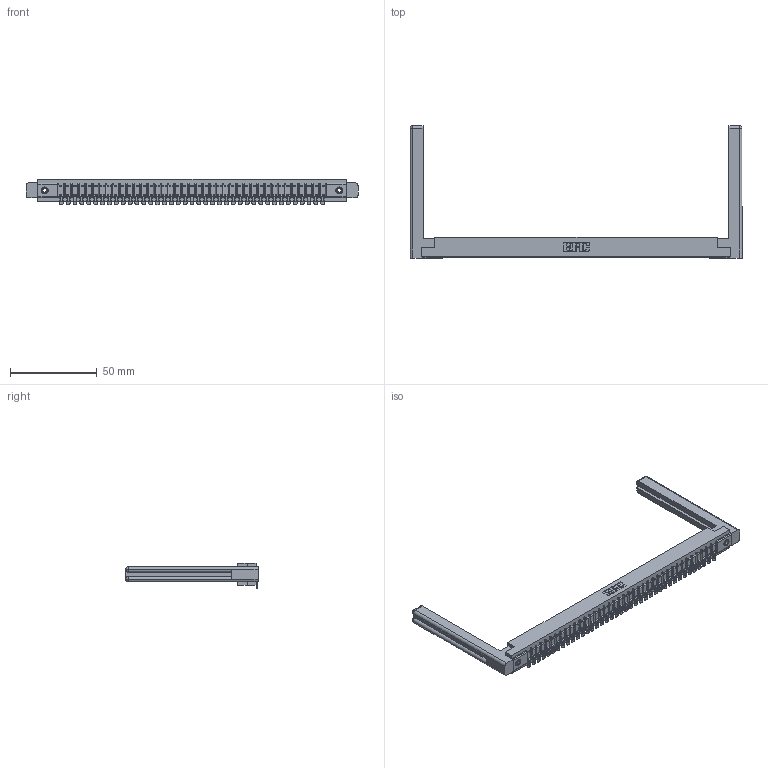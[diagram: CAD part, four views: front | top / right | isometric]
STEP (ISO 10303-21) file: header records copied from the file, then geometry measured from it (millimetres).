
FILE_DESCRIPTION (( 'STEP AP203' ), '1' );
FILE_NAME ('307-039-554-158.STEP', '2019-09-05T10:00:52', ( '' ), ( '' ), 'SwSTEP 2.0', 'SolidWorks 2016', '' );
FILE_SCHEMA (( 'CONFIG_CONTROL_DESIGN' ));
Length unit declared in the file: inch
Products named in the file (5): 307 Part_.156 Dia Mounting Holes; 307-039-554-158; 307-290-002_554; 307-220-058; 345-250-001_345-250-001-102
Assembly tree (44 placements, depth 2):
  307-039-554-158
    307 Part_.156 Dia Mounting Holes
    307-290-002_554  x39
    307-220-058  x2
    345-250-001_345-250-001-102  x2
Bounding box: 191.16 x 76.33 x 14.52 mm (x, y, z)
Volume: 27568.5 mm3; surface area: 30627.1 mm2
Topology: 44 solids, 44 shells, 3459 faces, 10544 edges, 6908 vertices
Faces by surface type: plane 1948, cylinder 1407, sphere 80, torus 12, cone 12
Entity records: 37402 total; most frequent: CARTESIAN_POINT 6317, ORIENTED_EDGE 6246, DIRECTION 6105, EDGE_CURVE 3123, LINE 2381, VECTOR 2381, VERTEX_POINT 2020, AXIS2_PLACEMENT_3D 1862
